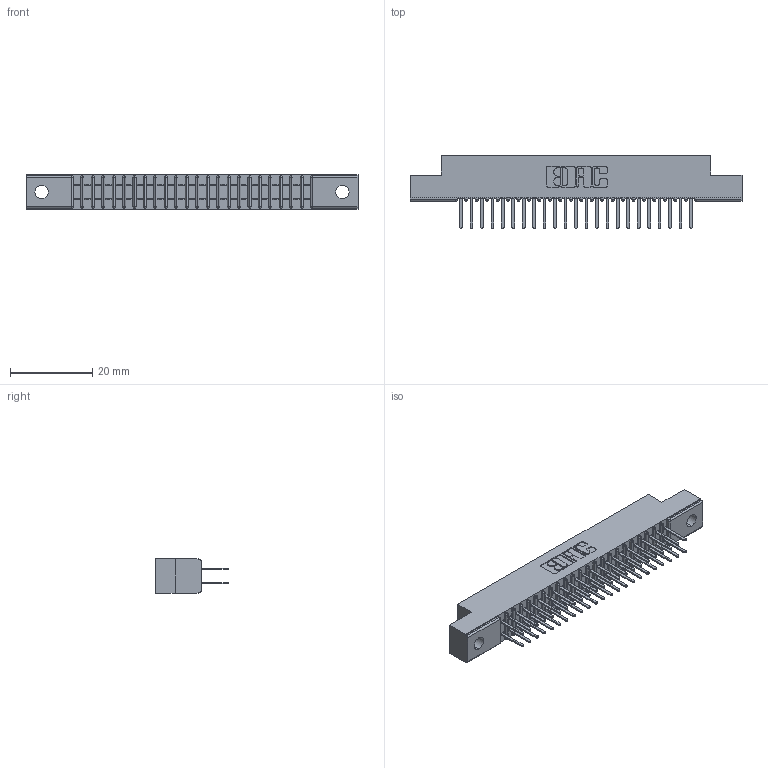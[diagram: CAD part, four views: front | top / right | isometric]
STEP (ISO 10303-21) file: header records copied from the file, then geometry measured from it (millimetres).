
FILE_DESCRIPTION (( 'STEP AP203' ), '1' );
FILE_NAME ('391-046-521-202.STEP', '2018-08-09T03:14:08', ( '' ), ( '' ), 'SwSTEP 2.0', 'SolidWorks 2016', '' );
FILE_SCHEMA (( 'CONFIG_CONTROL_DESIGN' ));
Length unit declared in the file: inch
Products named in the file (3): 341 Part_.128 (3.25) Dia Mounting Holes; 341-292-001_341-292-121; 391-046-521-202
Assembly tree (47 placements, depth 2):
  391-046-521-202
    341 Part_.128 (3.25) Dia Mounting Holes
    341-292-001_341-292-121  x46
Bounding box: 80.64 x 17.7 x 8.38 mm (x, y, z)
Volume: 4583.2 mm3; surface area: 9560.7 mm2
Topology: 47 solids, 47 shells, 3152 faces, 9125 edges, 5910 vertices
Faces by surface type: plane 1908, cylinder 1152, sphere 48, torus 44
Entity records: 30368 total; most frequent: CARTESIAN_POINT 5049, ORIENTED_EDGE 5014, DIRECTION 4913, EDGE_CURVE 2507, LINE 2005, VECTOR 2005, VERTEX_POINT 1590, AXIS2_PLACEMENT_3D 1454
